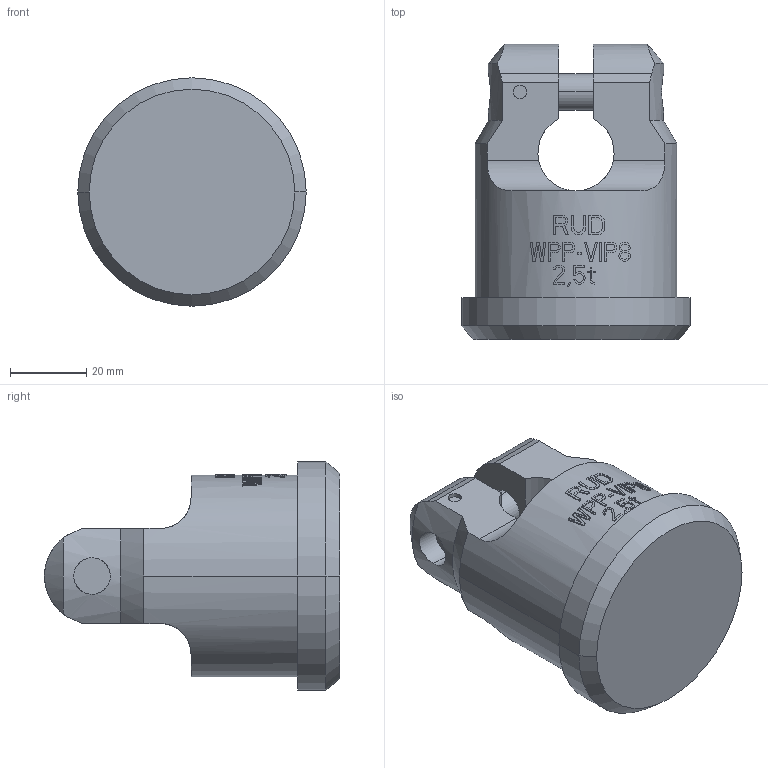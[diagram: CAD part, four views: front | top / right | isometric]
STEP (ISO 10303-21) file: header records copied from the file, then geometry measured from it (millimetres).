
FILE_DESCRIPTION((''),'2;1');
FILE_NAME('001-M31442-P02_ASM','2004-10-11T',('Haas'),(''),'PRO/ENGINEER BY PARAMETRIC TECHNOLOGY CORPORATION, 2003450','PRO/ENGINEER BY PARAMETRIC TECHNOLOGY CORPORATION, 2003450','');
FILE_SCHEMA(('CONFIG_CONTROL_DESIGN'));
Length unit declared in the file: millimetre
Products named in the file (3): 001-M31442-006; 001-M31442-011; 001-M31442-P02_ASM
Assembly tree (2 placements, depth 2):
  001-M31442-P02_ASM
    001-M31442-006
    001-M31442-011
Bounding box: 60 x 77.5 x 60 mm (x, y, z)
Volume: 122986.7 mm3; surface area: 22413.7 mm2
Topology: 2 solids, 2 shells, 405 faces, 1121 edges, 746 vertices
Faces by surface type: plane 354, cylinder 45, cone 6
Entity records: 13075 total; most frequent: CARTESIAN_POINT 3338, ORIENTED_EDGE 2242, DIRECTION 1665, EDGE_CURVE 1121, VERTEX_POINT 746, AXIS2_PLACEMENT_3D 584, VECTOR 497, LINE 497
